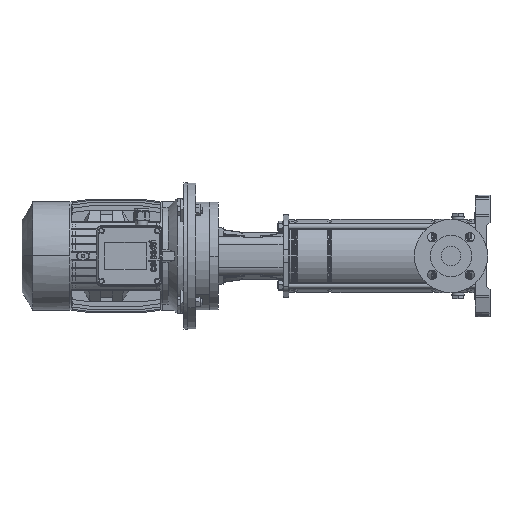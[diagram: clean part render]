
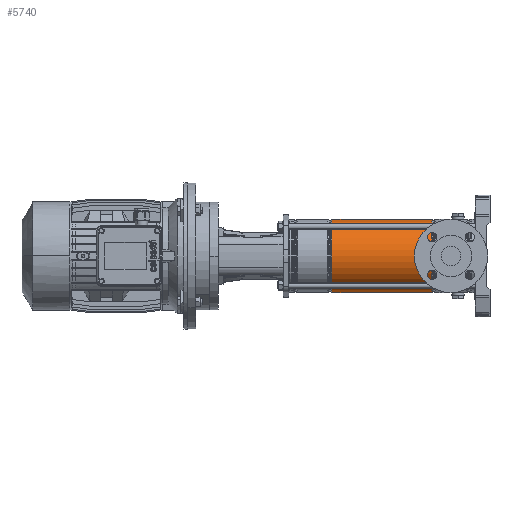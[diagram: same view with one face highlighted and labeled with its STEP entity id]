
A CAD part, left-side view. The second image highlights one B-rep face of the part: STEP entity #5740.
In plain terms, the highlighted cylindrical face has radius 74.9 mm (diameter 149.8 mm), a partial arc.
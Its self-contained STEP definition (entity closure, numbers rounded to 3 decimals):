
#81 = VERTEX_POINT ( 'NONE', #29976 ) ;
#5740 = ADVANCED_FACE ( 'NONE', ( #71183 ), #17289, .T. ) ;
#6422 = EDGE_LOOP ( 'NONE', ( #16416, #14520, #30293, #62197 ) ) ;
#7116 = VERTEX_POINT ( 'NONE', #51875 ) ;
#8192 = DIRECTION ( 'NONE',  ( 0., 0., -1. ) ) ;
#9790 = VERTEX_POINT ( 'NONE', #39436 ) ;
#10539 = DIRECTION ( 'NONE',  ( 0., 0., -1. ) ) ;
#13250 = DIRECTION ( 'NONE',  ( 0., 0., -1. ) ) ;
#13251 = EDGE_CURVE ( 'NONE', #7116, #81, #64876, .T. ) ;
#14520 = ORIENTED_EDGE ( 'NONE', *, *, #19643, .T. ) ;
#16340 = DIRECTION ( 'NONE',  ( 0., 0., 1. ) ) ;
#16392 = CARTESIAN_POINT ( 'NONE',  ( -74.9, 0., 0. ) ) ;
#16416 = ORIENTED_EDGE ( 'NONE', *, *, #36128, .T. ) ;
#17289 = CYLINDRICAL_SURFACE ( 'NONE', #24477, 74.9 ) ;
#17689 = CARTESIAN_POINT ( 'NONE',  ( 0., 0., 0. ) ) ;
#19478 = CARTESIAN_POINT ( 'NONE',  ( 0., 0., 291.721 ) ) ;
#19643 = EDGE_CURVE ( 'NONE', #9790, #7116, #61288, .T. ) ;
#24477 = AXIS2_PLACEMENT_3D ( 'NONE', #17689, #42650, #71563 ) ;
#24740 = VECTOR ( 'NONE', #8192, 1000. ) ;
#29976 = CARTESIAN_POINT ( 'NONE',  ( -74.9, 0., 87.279 ) ) ;
#30293 = ORIENTED_EDGE ( 'NONE', *, *, #13251, .T. ) ;
#31218 = AXIS2_PLACEMENT_3D ( 'NONE', #40509, #16340, #64327 ) ;
#31373 = AXIS2_PLACEMENT_3D ( 'NONE', #19478, #13250, #72977 ) ;
#33050 = EDGE_CURVE ( 'NONE', #47932, #81, #39799, .T. ) ;
#36128 = EDGE_CURVE ( 'NONE', #47932, #9790, #55085, .T. ) ;
#39436 = CARTESIAN_POINT ( 'NONE',  ( 74.9, 0., 291.721 ) ) ;
#39799 = LINE ( 'NONE', #16392, #58644 ) ;
#40509 = CARTESIAN_POINT ( 'NONE',  ( 0., 0., 87.279 ) ) ;
#42650 = DIRECTION ( 'NONE',  ( 0., 0., -1. ) ) ;
#47932 = VERTEX_POINT ( 'NONE', #68545 ) ;
#51875 = CARTESIAN_POINT ( 'NONE',  ( 74.9, 0., 87.279 ) ) ;
#55085 = CIRCLE ( 'NONE', #31373, 74.9 ) ;
#58644 = VECTOR ( 'NONE', #10539, 1000. ) ;
#61288 = LINE ( 'NONE', #73371, #24740 ) ;
#62197 = ORIENTED_EDGE ( 'NONE', *, *, #33050, .F. ) ;
#64327 = DIRECTION ( 'NONE',  ( 1., 0., 0. ) ) ;
#64876 = CIRCLE ( 'NONE', #31218, 74.9 ) ;
#68545 = CARTESIAN_POINT ( 'NONE',  ( -74.9, 0., 291.721 ) ) ;
#71183 = FACE_OUTER_BOUND ( 'NONE', #6422, .T. ) ;
#71563 = DIRECTION ( 'NONE',  ( -1., 0., 0. ) ) ;
#72977 = DIRECTION ( 'NONE',  ( 1., 0., 0. ) ) ;
#73371 = CARTESIAN_POINT ( 'NONE',  ( 74.9, 0., 0. ) ) ;
